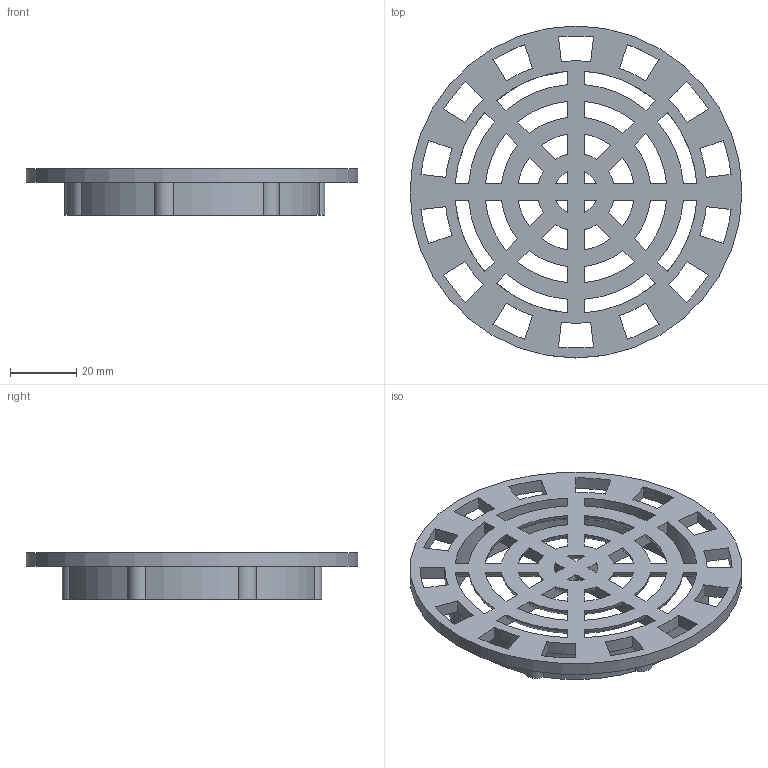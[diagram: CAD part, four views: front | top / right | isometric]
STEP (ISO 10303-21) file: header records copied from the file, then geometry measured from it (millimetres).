
FILE_DESCRIPTION(/* description */ ('STEP AP214'),/* implementation_level */ '2;1');
FILE_NAME(/* name */ '483270001(1)',/* time_stamp */ '2022-12-23T08:18:28+01:00',/* author */ ('License CC BY-ND 4.0'),/* organization */ ('CADENAS'),/* preprocessor_version */ 'ST-DEVELOPER v18.102',/* originating_system */ 'PARTsolutions',/* authorisation */ ' ');
FILE_SCHEMA (('AUTOMOTIVE_DESIGN {1 0 10303 214 3 1 1}'));
Length unit declared in the file: millimetre
Products named in the file (1): 483270001(1)
Bounding box: 100 x 100 x 14 mm (x, y, z)
Volume: 22280.7 mm3; surface area: 20985 mm2
Topology: 1 solids, 1 shells, 116 faces, 416 edges, 276 vertices
Faces by surface type: cylinder 56, plane 40, torus 20
Full cylindrical faces by diameter (mm): 73 x1, 100 x1
Entity records: 4910 total; most frequent: CARTESIAN_POINT 1181, ORIENTED_EDGE 826, DIRECTION 722, EDGE_CURVE 413, VERTEX_POINT 275, AXIS2_PLACEMENT_3D 260, LINE 202, VECTOR 202
